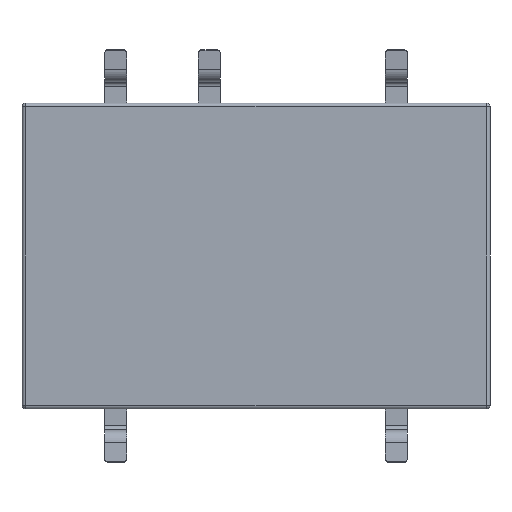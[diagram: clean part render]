
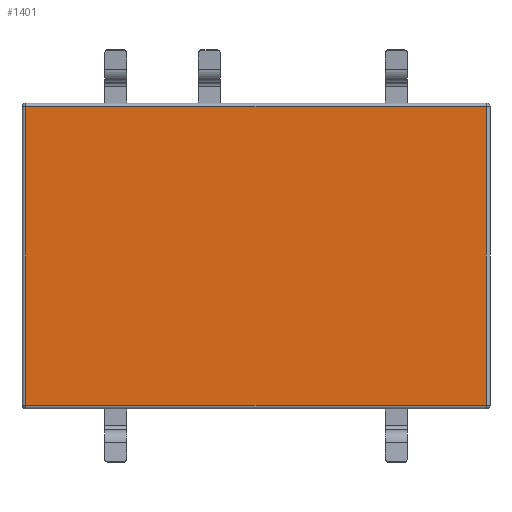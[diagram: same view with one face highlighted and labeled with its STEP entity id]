
A CAD part, front view. The second image highlights one B-rep face of the part: STEP entity #1401.
In plain terms, the highlighted planar face has unit normal (0, -1, 0).
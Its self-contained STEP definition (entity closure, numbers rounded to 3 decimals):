
#21 = ORIENTED_EDGE ( 'NONE', *, *, #1341, .T. ) ;
#32 = CARTESIAN_POINT ( 'NONE',  ( 12.6, 0., -8.2 ) ) ;
#106 = DIRECTION ( 'NONE',  ( 0., 0., -1. ) ) ;
#132 = CARTESIAN_POINT ( 'NONE',  ( 0.1, 0., 0. ) ) ;
#259 = ORIENTED_EDGE ( 'NONE', *, *, #386, .T. ) ;
#375 = ORIENTED_EDGE ( 'NONE', *, *, #797, .T. ) ;
#386 = EDGE_CURVE ( 'NONE', #1068, #413, #529, .T. ) ;
#413 = VERTEX_POINT ( 'NONE', #1644 ) ;
#529 = LINE ( 'NONE', #1047, #806 ) ;
#599 = VERTEX_POINT ( 'NONE', #1567 ) ;
#611 = VERTEX_POINT ( 'NONE', #757 ) ;
#616 = DIRECTION ( 'NONE',  ( 1., 0., 0. ) ) ;
#684 = DIRECTION ( 'NONE',  ( 0., 1., 0. ) ) ;
#715 = LINE ( 'NONE', #1248, #918 ) ;
#735 = LINE ( 'NONE', #1123, #1225 ) ;
#757 = CARTESIAN_POINT ( 'NONE',  ( 0.1, 0., -8.2 ) ) ;
#761 = EDGE_LOOP ( 'NONE', ( #259, #375, #21, #1199 ) ) ;
#797 = EDGE_CURVE ( 'NONE', #413, #599, #735, .T. ) ;
#806 = VECTOR ( 'NONE', #910, 1000. ) ;
#833 = AXIS2_PLACEMENT_3D ( 'NONE', #923, #684, #1455 ) ;
#910 = DIRECTION ( 'NONE',  ( 0., 0., 1. ) ) ;
#918 = VECTOR ( 'NONE', #616, 1000. ) ;
#923 = CARTESIAN_POINT ( 'NONE',  ( 0., 0., 0. ) ) ;
#946 = EDGE_CURVE ( 'NONE', #611, #1068, #715, .T. ) ;
#1047 = CARTESIAN_POINT ( 'NONE',  ( 12.6, 0., 0. ) ) ;
#1048 = PLANE ( 'NONE',  #833 ) ;
#1068 = VERTEX_POINT ( 'NONE', #32 ) ;
#1123 = CARTESIAN_POINT ( 'NONE',  ( 0., 0., -0.1 ) ) ;
#1152 = LINE ( 'NONE', #132, #1249 ) ;
#1199 = ORIENTED_EDGE ( 'NONE', *, *, #946, .T. ) ;
#1225 = VECTOR ( 'NONE', #1384, 1000. ) ;
#1248 = CARTESIAN_POINT ( 'NONE',  ( 0., 0., -8.2 ) ) ;
#1249 = VECTOR ( 'NONE', #106, 1000. ) ;
#1331 = FACE_OUTER_BOUND ( 'NONE', #761, .T. ) ;
#1341 = EDGE_CURVE ( 'NONE', #599, #611, #1152, .T. ) ;
#1384 = DIRECTION ( 'NONE',  ( -1., 0., 0. ) ) ;
#1401 = ADVANCED_FACE ( 'NONE', ( #1331 ), #1048, .F. ) ;
#1455 = DIRECTION ( 'NONE',  ( 0., 0., 1. ) ) ;
#1567 = CARTESIAN_POINT ( 'NONE',  ( 0.1, 0., -0.1 ) ) ;
#1644 = CARTESIAN_POINT ( 'NONE',  ( 12.6, 0., -0.1 ) ) ;
